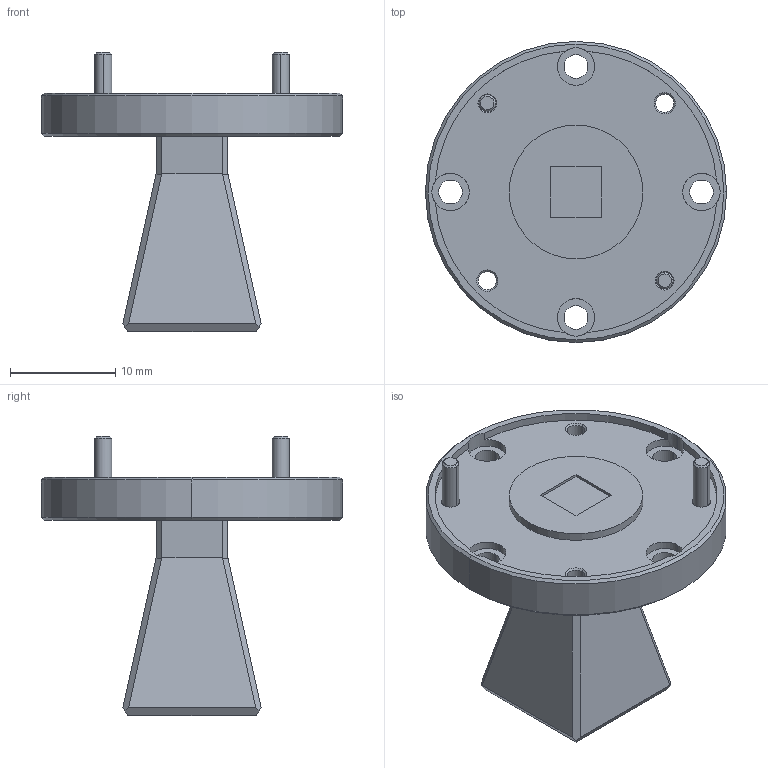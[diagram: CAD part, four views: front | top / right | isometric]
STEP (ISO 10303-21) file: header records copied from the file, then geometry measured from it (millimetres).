
FILE_DESCRIPTION (( 'STEP AP203' ), '1' );
FILE_NAME ('AR-U15-188-A.STEP', '2025-03-20T00:17:43', ( '' ), ( '' ), 'SwSTEP 2.0', 'SolidWorks 2021', '' );
FILE_SCHEMA (( 'CONFIG_CONTROL_DESIGN' ));
Length unit declared in the file: inch
Products named in the file (1): AR-U15-188-A
Bounding box: 28.57 x 28.57 x 26.48 mm (x, y, z)
Volume: 3929.5 mm3; surface area: 2733.1 mm2
Topology: 3 solids, 3 shells, 94 faces, 232 edges, 148 vertices
Faces by surface type: plane 38, cylinder 36, cone 20
Entity records: 2903 total; most frequent: DIRECTION 522, CARTESIAN_POINT 475, ORIENTED_EDGE 464, EDGE_CURVE 232, AXIS2_PLACEMENT_3D 195, VERTEX_POINT 148, VECTOR 132, LINE 132
